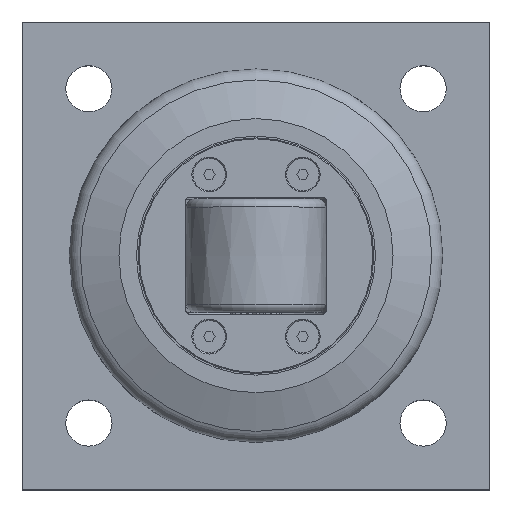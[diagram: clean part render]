
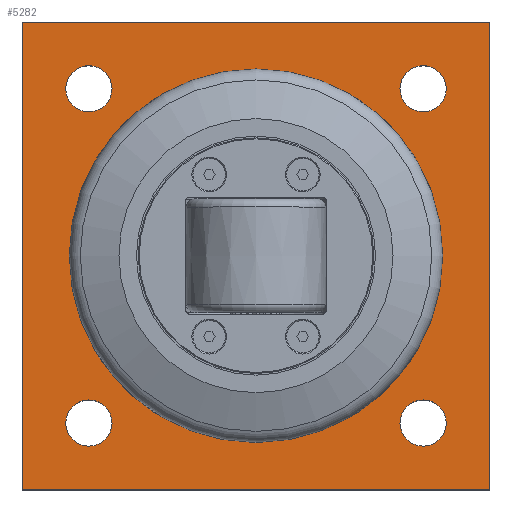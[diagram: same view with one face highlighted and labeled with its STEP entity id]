
A CAD part, top view. The second image highlights one B-rep face of the part: STEP entity #5282.
In plain terms, the highlighted planar face has unit normal (0, 0, 1).
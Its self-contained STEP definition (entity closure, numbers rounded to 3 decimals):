
#94=FACE_BOUND('',#836,.T.);
#95=FACE_BOUND('',#837,.T.);
#96=FACE_BOUND('',#838,.T.);
#97=FACE_BOUND('',#839,.T.);
#98=FACE_BOUND('',#840,.T.);
#287=PLANE('',#5728);
#546=FACE_OUTER_BOUND('',#835,.T.);
#835=EDGE_LOOP('',(#4586,#4587,#4588,#4589));
#836=EDGE_LOOP('',(#4590));
#837=EDGE_LOOP('',(#4591,#4592));
#838=EDGE_LOOP('',(#4593,#4594));
#839=EDGE_LOOP('',(#4595,#4596));
#840=EDGE_LOOP('',(#4597,#4598));
#1341=LINE('',#8763,#1826);
#1345=LINE('',#8771,#1830);
#1348=LINE('',#8777,#1833);
#1351=LINE('',#8782,#1836);
#1826=VECTOR('',#7061,10.);
#1830=VECTOR('',#7067,10.);
#1833=VECTOR('',#7072,10.);
#1836=VECTOR('',#7077,10.);
#1967=CIRCLE('',#5685,35.);
#1977=CIRCLE('',#5707,6.918);
#1978=CIRCLE('',#5708,6.918);
#1980=CIRCLE('',#5711,6.918);
#1981=CIRCLE('',#5712,6.918);
#1983=CIRCLE('',#5715,6.918);
#1984=CIRCLE('',#5716,6.918);
#1986=CIRCLE('',#5719,6.918);
#1987=CIRCLE('',#5720,6.918);
#2463=VERTEX_POINT('',#8689);
#2472=VERTEX_POINT('',#8729);
#2473=VERTEX_POINT('',#8730);
#2475=VERTEX_POINT('',#8737);
#2476=VERTEX_POINT('',#8738);
#2478=VERTEX_POINT('',#8745);
#2479=VERTEX_POINT('',#8746);
#2481=VERTEX_POINT('',#8753);
#2482=VERTEX_POINT('',#8754);
#2484=VERTEX_POINT('',#8761);
#2485=VERTEX_POINT('',#8762);
#2488=VERTEX_POINT('',#8770);
#2490=VERTEX_POINT('',#8776);
#3161=EDGE_CURVE('',#2463,#2463,#1967,.T.);
#3179=EDGE_CURVE('',#2472,#2473,#1977,.T.);
#3180=EDGE_CURVE('',#2473,#2472,#1978,.T.);
#3183=EDGE_CURVE('',#2475,#2476,#1980,.T.);
#3184=EDGE_CURVE('',#2476,#2475,#1981,.T.);
#3187=EDGE_CURVE('',#2478,#2479,#1983,.T.);
#3188=EDGE_CURVE('',#2479,#2478,#1984,.T.);
#3191=EDGE_CURVE('',#2481,#2482,#1986,.T.);
#3192=EDGE_CURVE('',#2482,#2481,#1987,.T.);
#3195=EDGE_CURVE('',#2484,#2485,#1341,.T.);
#3199=EDGE_CURVE('',#2485,#2488,#1345,.T.);
#3202=EDGE_CURVE('',#2488,#2490,#1348,.T.);
#3205=EDGE_CURVE('',#2490,#2484,#1351,.T.);
#4586=ORIENTED_EDGE('',*,*,#3195,.F.);
#4587=ORIENTED_EDGE('',*,*,#3205,.F.);
#4588=ORIENTED_EDGE('',*,*,#3202,.F.);
#4589=ORIENTED_EDGE('',*,*,#3199,.F.);
#4590=ORIENTED_EDGE('',*,*,#3161,.T.);
#4591=ORIENTED_EDGE('',*,*,#3179,.T.);
#4592=ORIENTED_EDGE('',*,*,#3180,.T.);
#4593=ORIENTED_EDGE('',*,*,#3183,.T.);
#4594=ORIENTED_EDGE('',*,*,#3184,.T.);
#4595=ORIENTED_EDGE('',*,*,#3187,.T.);
#4596=ORIENTED_EDGE('',*,*,#3188,.T.);
#4597=ORIENTED_EDGE('',*,*,#3191,.T.);
#4598=ORIENTED_EDGE('',*,*,#3192,.T.);
#5282=ADVANCED_FACE('',(#546,#94,#95,#96,#97,#98),#287,.T.);
#5685=AXIS2_PLACEMENT_3D('',#8691,#6973,#6974);
#5707=AXIS2_PLACEMENT_3D('',#8731,#7025,#7026);
#5708=AXIS2_PLACEMENT_3D('',#8732,#7027,#7028);
#5711=AXIS2_PLACEMENT_3D('',#8739,#7034,#7035);
#5712=AXIS2_PLACEMENT_3D('',#8740,#7036,#7037);
#5715=AXIS2_PLACEMENT_3D('',#8747,#7043,#7044);
#5716=AXIS2_PLACEMENT_3D('',#8748,#7045,#7046);
#5719=AXIS2_PLACEMENT_3D('',#8755,#7052,#7053);
#5720=AXIS2_PLACEMENT_3D('',#8756,#7054,#7055);
#5728=AXIS2_PLACEMENT_3D('',#8787,#7083,#7084);
#6973=DIRECTION('center_axis',(0.,0.,-1.));
#6974=DIRECTION('ref_axis',(0.,-1.,0.));
#7025=DIRECTION('center_axis',(0.,0.,-1.));
#7026=DIRECTION('ref_axis',(1.,0.,0.));
#7027=DIRECTION('center_axis',(0.,0.,-1.));
#7028=DIRECTION('ref_axis',(1.,0.,0.));
#7034=DIRECTION('center_axis',(0.,0.,-1.));
#7035=DIRECTION('ref_axis',(1.,0.,0.));
#7036=DIRECTION('center_axis',(0.,0.,-1.));
#7037=DIRECTION('ref_axis',(1.,0.,0.));
#7043=DIRECTION('center_axis',(0.,0.,-1.));
#7044=DIRECTION('ref_axis',(1.,0.,0.));
#7045=DIRECTION('center_axis',(0.,0.,-1.));
#7046=DIRECTION('ref_axis',(1.,0.,0.));
#7052=DIRECTION('center_axis',(0.,0.,-1.));
#7053=DIRECTION('ref_axis',(1.,0.,0.));
#7054=DIRECTION('center_axis',(0.,0.,-1.));
#7055=DIRECTION('ref_axis',(1.,0.,0.));
#7061=DIRECTION('',(0.,1.,0.));
#7067=DIRECTION('',(1.,0.,0.));
#7072=DIRECTION('',(0.,-1.,0.));
#7077=DIRECTION('',(-1.,0.,0.));
#7083=DIRECTION('center_axis',(0.,0.,1.));
#7084=DIRECTION('ref_axis',(1.,0.,0.));
#8689=CARTESIAN_POINT('',(70.,105.,20.));
#8691=CARTESIAN_POINT('Origin',(70.,70.,20.));
#8729=CARTESIAN_POINT('',(26.917,20.,20.));
#8730=CARTESIAN_POINT('',(13.082,20.,20.));
#8731=CARTESIAN_POINT('Origin',(20.,20.,20.));
#8732=CARTESIAN_POINT('Origin',(20.,20.,20.));
#8737=CARTESIAN_POINT('',(126.918,20.,20.));
#8738=CARTESIAN_POINT('',(113.083,20.,20.));
#8739=CARTESIAN_POINT('Origin',(120.,20.,20.));
#8740=CARTESIAN_POINT('Origin',(120.,20.,20.));
#8745=CARTESIAN_POINT('',(126.918,120.,20.));
#8746=CARTESIAN_POINT('',(113.083,120.,20.));
#8747=CARTESIAN_POINT('Origin',(120.,120.,20.));
#8748=CARTESIAN_POINT('Origin',(120.,120.,20.));
#8753=CARTESIAN_POINT('',(26.917,120.,20.));
#8754=CARTESIAN_POINT('',(13.082,120.,20.));
#8755=CARTESIAN_POINT('Origin',(20.,120.,20.));
#8756=CARTESIAN_POINT('Origin',(20.,120.,20.));
#8761=CARTESIAN_POINT('',(0.,0.,20.));
#8762=CARTESIAN_POINT('',(0.,140.,20.));
#8763=CARTESIAN_POINT('',(0.,140.,20.));
#8770=CARTESIAN_POINT('',(140.,140.,20.));
#8771=CARTESIAN_POINT('',(140.,140.,20.));
#8776=CARTESIAN_POINT('',(140.,0.,20.));
#8777=CARTESIAN_POINT('',(140.,0.,20.));
#8782=CARTESIAN_POINT('',(0.,0.,20.));
#8787=CARTESIAN_POINT('Origin',(70.,70.,20.));
